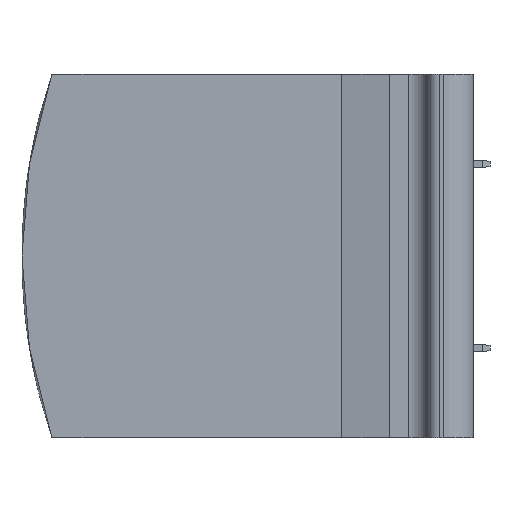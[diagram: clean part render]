
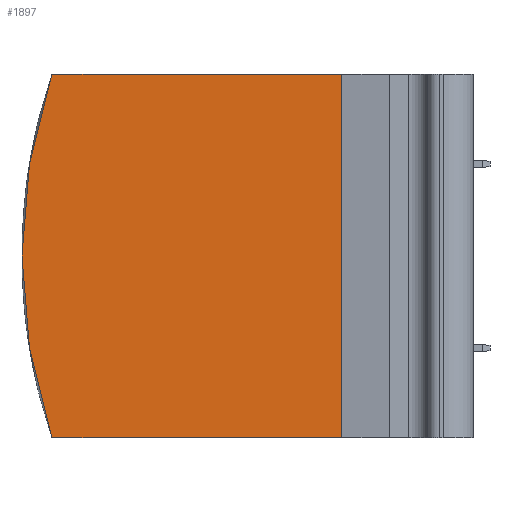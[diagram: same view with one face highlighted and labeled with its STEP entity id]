
A CAD part, left-side view. The second image highlights one B-rep face of the part: STEP entity #1897.
In plain terms, the highlighted planar face has unit normal (-1, 0, 0).
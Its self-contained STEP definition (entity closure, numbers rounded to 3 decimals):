
#37=CIRCLE('',#2030,36.981);
#257=ORIENTED_EDGE('',*,*,#757,.F.);
#258=ORIENTED_EDGE('',*,*,#729,.F.);
#259=ORIENTED_EDGE('',*,*,#715,.F.);
#260=ORIENTED_EDGE('',*,*,#746,.F.);
#715=EDGE_CURVE('',#948,#949,#37,.T.);
#729=EDGE_CURVE('',#949,#962,#1154,.T.);
#746=EDGE_CURVE('',#975,#948,#1167,.T.);
#757=EDGE_CURVE('',#962,#975,#1174,.T.);
#948=VERTEX_POINT('',#2893);
#949=VERTEX_POINT('',#2895);
#962=VERTEX_POINT('',#2984);
#975=VERTEX_POINT('',#3015);
#1154=LINE('',#2983,#1345);
#1167=LINE('',#3016,#1358);
#1174=LINE('',#3036,#1365);
#1345=VECTOR('',#2324,1000.);
#1358=VECTOR('',#2349,1000.);
#1365=VECTOR('',#2366,1000.);
#1491=EDGE_LOOP('',(#257,#258,#259,#260));
#1656=FACE_BOUND('',#1491,.T.);
#1812=PLANE('',#2045);
#1897=ADVANCED_FACE('',(#1656),#1812,.F.);
#2030=AXIS2_PLACEMENT_3D('',#2894,#2309,#2310);
#2045=AXIS2_PLACEMENT_3D('',#3035,#2364,#2365);
#2309=DIRECTION('',(1.,0.,0.));
#2310=DIRECTION('',(0.,0.,-1.));
#2324=DIRECTION('',(0.,-1.,0.));
#2349=DIRECTION('',(0.,1.,0.));
#2364=DIRECTION('',(1.,0.,0.));
#2365=DIRECTION('',(0.,0.,-1.));
#2366=DIRECTION('',(0.,0.,-1.));
#2893=CARTESIAN_POINT('',(-71.9,22.,-11.85));
#2894=CARTESIAN_POINT('',(-71.9,-13.031,0.));
#2895=CARTESIAN_POINT('',(-71.9,22.,11.85));
#2983=CARTESIAN_POINT('',(-71.9,22.,11.85));
#2984=CARTESIAN_POINT('',(-71.9,3.118,11.85));
#3015=CARTESIAN_POINT('',(-71.9,3.118,-11.85));
#3016=CARTESIAN_POINT('',(-71.9,0.,-11.85));
#3035=CARTESIAN_POINT('',(-71.9,-13.031,0.));
#3036=CARTESIAN_POINT('',(-71.9,3.118,0.));
